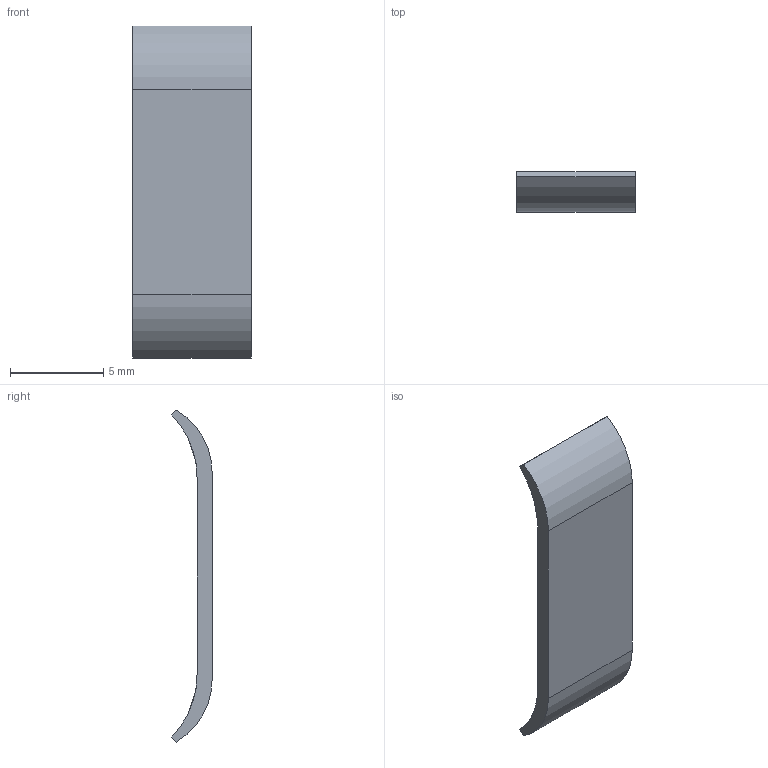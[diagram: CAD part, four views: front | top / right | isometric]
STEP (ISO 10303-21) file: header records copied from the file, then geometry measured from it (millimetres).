
FILE_DESCRIPTION (( 'STEP AP203' ), '1' );
FILE_NAME ('10115.STEP', '2015-02-24T16:47:01', ( '' ), ( '' ), 'SwSTEP 2.0', 'SolidWorks 2014', '' );
FILE_SCHEMA (( 'CONFIG_CONTROL_DESIGN' ));
Length unit declared in the file: inch
Products named in the file (1): 10115
Bounding box: 6.35 x 2.17 x 17.78 mm (x, y, z)
Volume: 89.7 mm3; surface area: 271.8 mm2
Topology: 1 solids, 1 shells, 64 faces, 150 edges, 88 vertices
Faces by surface type: plane 36, cone 24, cylinder 4
Entity records: 1869 total; most frequent: DIRECTION 324, CARTESIAN_POINT 303, ORIENTED_EDGE 300, EDGE_CURVE 150, AXIS2_PLACEMENT_3D 109, LINE 106, VECTOR 106, VERTEX_POINT 88
